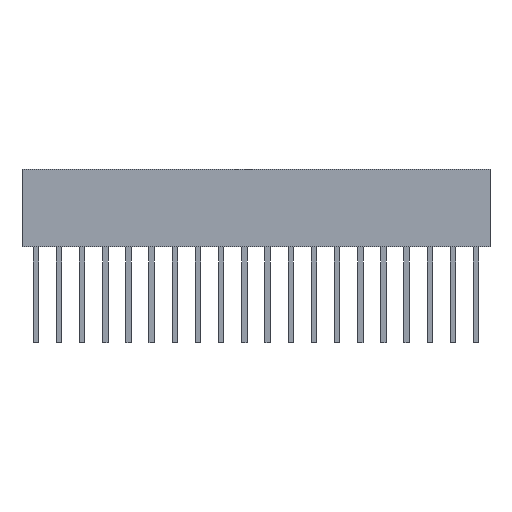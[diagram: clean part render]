
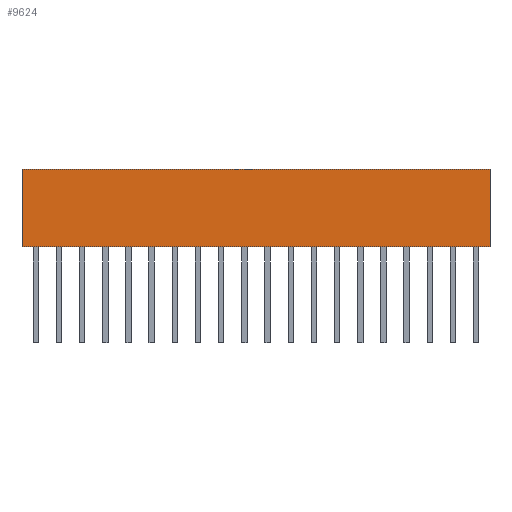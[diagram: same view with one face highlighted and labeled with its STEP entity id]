
A CAD part, front view. The second image highlights one B-rep face of the part: STEP entity #9624.
In plain terms, the highlighted planar face has unit normal (0, -1, 0).
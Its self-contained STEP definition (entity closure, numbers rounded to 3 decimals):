
#498=FACE_OUTER_BOUND('',#1144,.T.);
#1144=EDGE_LOOP('',(#7683,#7684,#7685,#7686));
#1405=LINE('',#13073,#2697);
#2195=LINE('',#14692,#3487);
#2196=LINE('',#14695,#3488);
#2197=LINE('',#14696,#3489);
#2697=VECTOR('',#10561,10.);
#3487=VECTOR('',#12063,10.);
#3488=VECTOR('',#12066,10.);
#3489=VECTOR('',#12067,10.);
#3983=VERTEX_POINT('',#13070);
#3984=VERTEX_POINT('',#13072);
#4457=VERTEX_POINT('',#14690);
#4458=VERTEX_POINT('',#14694);
#4797=EDGE_CURVE('',#3983,#3984,#1405,.T.);
#5587=EDGE_CURVE('',#4457,#3984,#2195,.T.);
#5588=EDGE_CURVE('',#4458,#4457,#2196,.T.);
#5589=EDGE_CURVE('',#4458,#3983,#2197,.T.);
#7683=ORIENTED_EDGE('',*,*,#5588,.T.);
#7684=ORIENTED_EDGE('',*,*,#5587,.T.);
#7685=ORIENTED_EDGE('',*,*,#4797,.F.);
#7686=ORIENTED_EDGE('',*,*,#5589,.F.);
#9018=PLANE('',#10284);
#9624=ADVANCED_FACE('',(#498),#9018,.T.);
#10284=AXIS2_PLACEMENT_3D('',#14693,#12064,#12065);
#10561=DIRECTION('',(1.,0.,0.));
#12063=DIRECTION('',(0.,0.,1.));
#12064=DIRECTION('center_axis',(0.,-1.,0.));
#12065=DIRECTION('ref_axis',(1.,0.,0.));
#12066=DIRECTION('',(1.,0.,0.));
#12067=DIRECTION('',(0.,0.,1.));
#13070=CARTESIAN_POINT('',(0.,0.,8.5));
#13072=CARTESIAN_POINT('',(51.3,0.,8.5));
#13073=CARTESIAN_POINT('',(0.,0.,8.5));
#14690=CARTESIAN_POINT('',(51.3,0.,0.));
#14692=CARTESIAN_POINT('',(51.3,0.,0.));
#14693=CARTESIAN_POINT('Origin',(0.,0.,0.));
#14694=CARTESIAN_POINT('',(0.,0.,0.));
#14695=CARTESIAN_POINT('',(0.,0.,0.));
#14696=CARTESIAN_POINT('',(0.,0.,0.));
